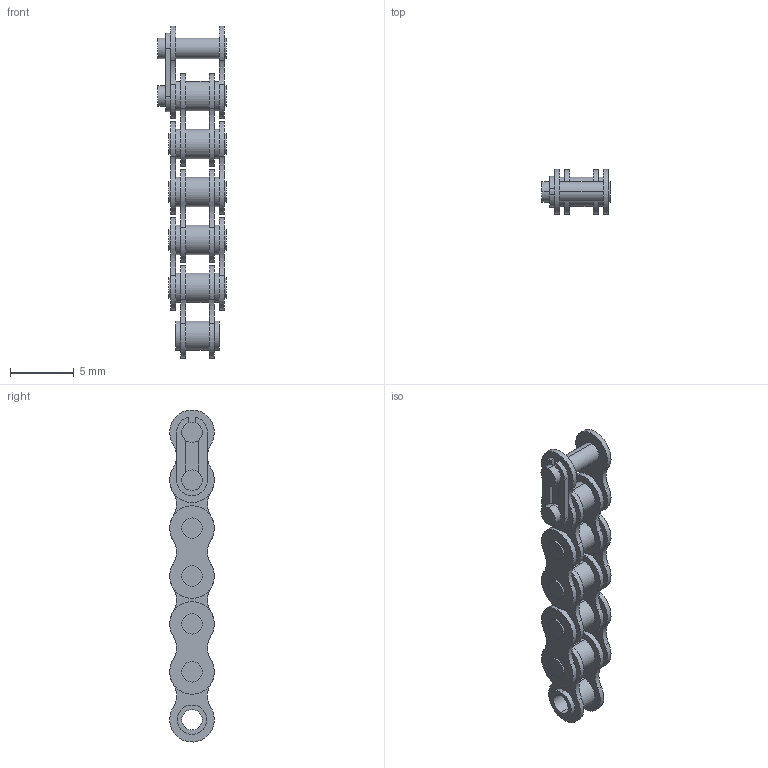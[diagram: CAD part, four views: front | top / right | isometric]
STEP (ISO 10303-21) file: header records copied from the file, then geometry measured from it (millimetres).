
FILE_DESCRIPTION((''),'2;1');
FILE_NAME('1','2015-09-29T',('SYSTEM'),(''),'PRO/ENGINEER BY PARAMETRIC TECHNOLOGY CORPORATION, 2015110','PRO/ENGINEER BY PARAMETRIC TECHNOLOGY CORPORATION, 2015110','');
FILE_SCHEMA(('AUTOMOTIVE_DESIGN { 1 0 10303 214 1 1 1 1 }'));
Length unit declared in the file: millimetre
Products named in the file (1): 1
Bounding box: 5.34 x 3.5 x 25.97 mm (x, y, z)
Volume: 173.6 mm3; surface area: 617.5 mm2
Topology: 1 solids, 1 shells, 168 faces, 388 edges, 256 vertices
Faces by surface type: cylinder 118, plane 50
Entity records: 5036 total; most frequent: DIRECTION 968, CARTESIAN_POINT 814, ORIENTED_EDGE 776, AXIS2_PLACEMENT_3D 412, EDGE_CURVE 388, VERTEX_POINT 256, CIRCLE 244, EDGE_LOOP 216
